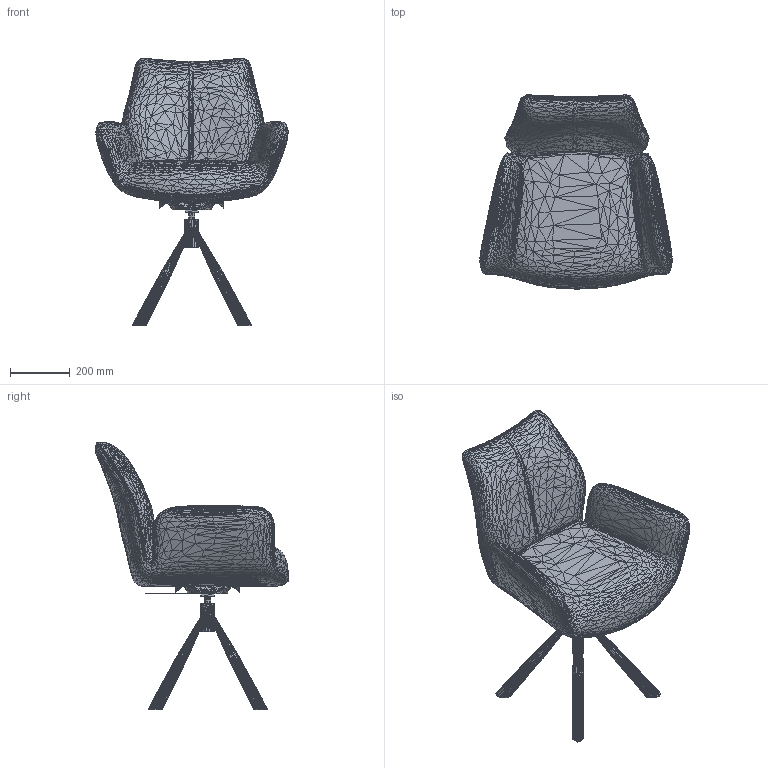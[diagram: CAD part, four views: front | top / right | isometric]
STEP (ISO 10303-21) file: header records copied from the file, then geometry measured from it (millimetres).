
FILE_DESCRIPTION(('STEP AP214'),'1');
FILE_NAME('Stella 1AS_drehbar_rund.stp','2025-11-25T15:25:17',(' '),(' '),'Spatial InterOp 3D',' ',' ');
FILE_SCHEMA(('AUTOMOTIVE_DESIGN { 1 0 10303 214 1 1 1 1 }'));
Length unit declared in the file: millimetre
Products named in the file (17): Stella 1AS_drehbar_rund; ASSEM1
Assembly tree (16 placements, depth 2):
  Stella 1AS_drehbar_rund
    ASSEM1
    (unnamed)
    (unnamed)
    (unnamed)
    (unnamed)
    (unnamed)
    (unnamed)
    (unnamed)
    (unnamed)
    (unnamed)
    (unnamed)
    (unnamed)
    (unnamed)
    (unnamed)
    (unnamed)
    (unnamed)
Bounding box: 646.3 x 651.93 x 898.37 mm (x, y, z)
Volume: 50928651.4 mm3; surface area: 1653580.4 mm2
Topology: 14 solids, 20 shells, 10000 faces, 15005 edges, 5033 vertices
Faces by surface type: plane 10000
Entity records: 195524 total; most frequent: DIRECTION 35039, CARTESIAN_POINT 30055, ORIENTED_EDGE 30000, EDGE_CURVE 15005, LINE 15005, VECTOR 15005, AXIS2_PLACEMENT_3D 10017, PLANE 10000
